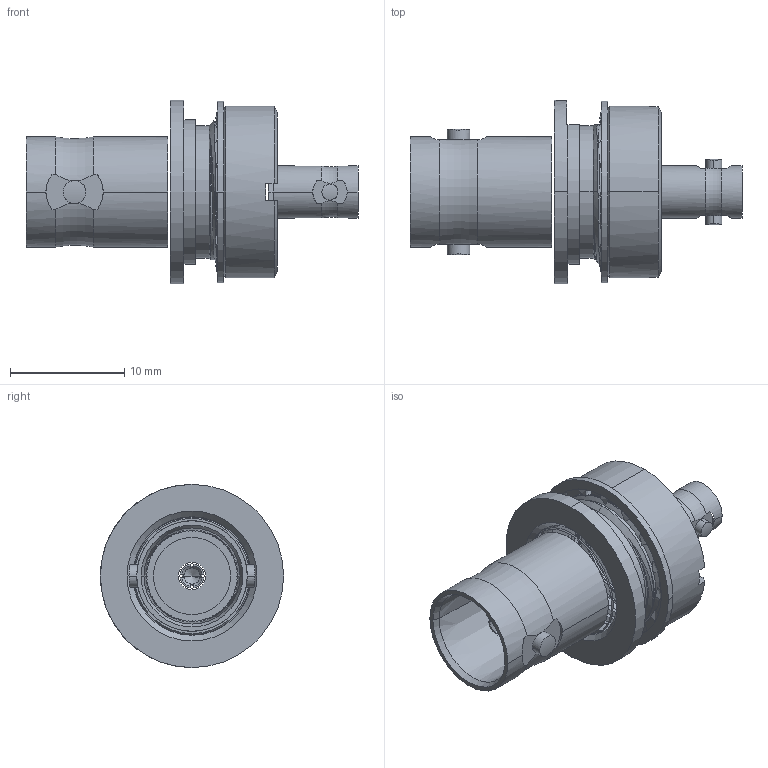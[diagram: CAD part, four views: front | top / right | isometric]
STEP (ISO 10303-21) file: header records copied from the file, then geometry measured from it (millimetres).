
FILE_DESCRIPTION((''),'2;1');
FILE_NAME('APH-HD-ISO-BNC_SW0001','2012-10-25T',('Gopimuralidharan'),(''),'PRO/ENGINEER BY PARAMETRIC TECHNOLOGY CORPORATION, 2010100','PRO/ENGINEER BY PARAMETRIC TECHNOLOGY CORPORATION, 2010100','');
FILE_SCHEMA(('CONFIG_CONTROL_DESIGN'));
Length unit declared in the file: millimetre
Products named in the file (1): APH-HD-ISO-BNC_SW0001
Bounding box: 29 x 16 x 16 mm (x, y, z)
Surface area: 2075 mm2 (no closed solid volume)
Topology: 0 solids, 28 shells, 155 faces, 774 edges, 632 vertices
Faces by surface type: bspline 44, cylinder 41, plane 35, cone 31, torus 4
Entity records: 14476 total; most frequent: CARTESIAN_POINT 8717, DIRECTION 1089, ORIENTED_EDGE 1045, EDGE_CURVE 772, VERTEX_POINT 632, VECTOR 401, LINE 401, AXIS2_PLACEMENT_3D 344
